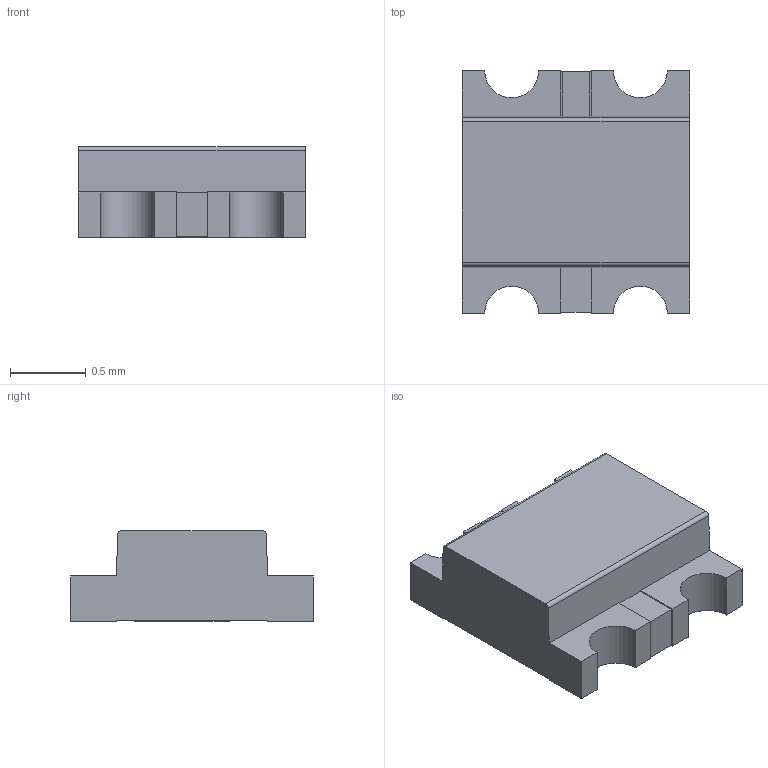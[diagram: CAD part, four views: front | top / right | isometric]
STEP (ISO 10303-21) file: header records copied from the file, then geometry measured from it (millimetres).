
FILE_DESCRIPTION (( 'STEP AP214' ), '1' );
FILE_NAME ('BIVAR__INC_SM0605BC-R_G.step', '2020-07-23T03:48:35', ( '' ), ( '' ), 'SwSTEP 2.0', 'SolidWorks 2020', '' );
FILE_SCHEMA (( 'AUTOMOTIVE_DESIGN' ));
Length unit declared in the file: inch
Products named in the file (1): BIVAR__INC_SM0605BC-R_G
Bounding box: 1.5 x 1.6 x 0.6 mm (x, y, z)
Volume: 1.1 mm3; surface area: 8 mm2
Topology: 1 solids, 1 shells, 64 faces, 177 edges, 116 vertices
Faces by surface type: plane 58, cylinder 6
Entity records: 2331 total; most frequent: CARTESIAN_POINT 358, ORIENTED_EDGE 354, DIRECTION 319, EDGE_CURVE 177, VECTOR 165, LINE 165, VERTEX_POINT 116, AXIS2_PLACEMENT_3D 77
